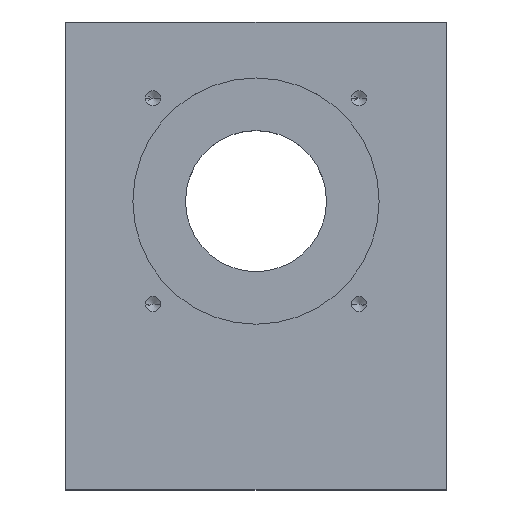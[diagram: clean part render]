
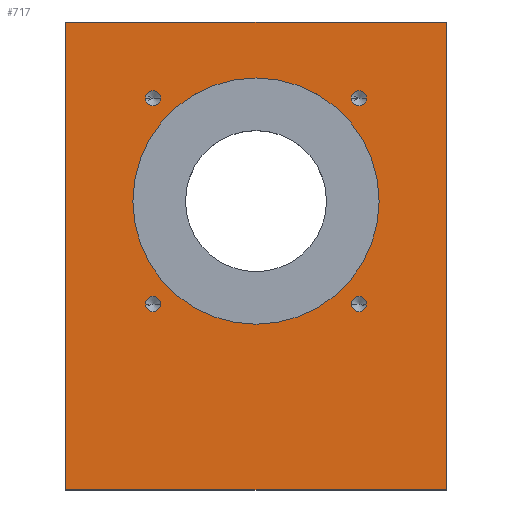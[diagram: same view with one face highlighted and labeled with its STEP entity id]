
A CAD part, top view. The second image highlights one B-rep face of the part: STEP entity #717.
In plain terms, the highlighted planar face has unit normal (0, 0, 1).
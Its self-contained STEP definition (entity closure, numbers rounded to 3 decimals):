
#6 = EDGE_CURVE ( 'NONE', #385, #396, #816, .T. ) ;
#10 = ORIENTED_EDGE ( 'NONE', *, *, #370, .F. ) ;
#47 = EDGE_CURVE ( 'NONE', #881, #338, #1147, .T. ) ;
#54 = EDGE_LOOP ( 'NONE', ( #811, #1183 ) ) ;
#56 = DIRECTION ( 'NONE',  ( 1., 0., 0. ) ) ;
#84 = ORIENTED_EDGE ( 'NONE', *, *, #703, .F. ) ;
#89 = VECTOR ( 'NONE', #706, 1000. ) ;
#93 = CARTESIAN_POINT ( 'NONE',  ( -127.562, 83.038, 25. ) ) ;
#94 = VERTEX_POINT ( 'NONE', #845 ) ;
#105 = LINE ( 'NONE', #591, #917 ) ;
#114 = ORIENTED_EDGE ( 'NONE', *, *, #376, .T. ) ;
#117 = LINE ( 'NONE', #223, #145 ) ;
#120 = DIRECTION ( 'NONE',  ( 1., 0., 0. ) ) ;
#127 = DIRECTION ( 'NONE',  ( 0., 0., 1. ) ) ;
#137 = VERTEX_POINT ( 'NONE', #467 ) ;
#142 = EDGE_CURVE ( 'NONE', #396, #385, #260, .T. ) ;
#145 = VECTOR ( 'NONE', #227, 1000. ) ;
#146 = FACE_BOUND ( 'NONE', #557, .T. ) ;
#155 = FACE_BOUND ( 'NONE', #54, .T. ) ;
#161 = ORIENTED_EDGE ( 'NONE', *, *, #142, .F. ) ;
#167 = CARTESIAN_POINT ( 'NONE',  ( -134.362, 174.962, 25. ) ) ;
#175 = VECTOR ( 'NONE', #544, 1000. ) ;
#188 = AXIS2_PLACEMENT_3D ( 'NONE', #688, #962, #323 ) ;
#197 = ORIENTED_EDGE ( 'NONE', *, *, #567, .F. ) ;
#202 = LINE ( 'NONE', #355, #175 ) ;
#204 = AXIS2_PLACEMENT_3D ( 'NONE', #635, #919, #120 ) ;
#208 = CARTESIAN_POINT ( 'NONE',  ( -39.038, 174.962, 25. ) ) ;
#212 = FACE_BOUND ( 'NONE', #408, .T. ) ;
#215 = EDGE_CURVE ( 'NONE', #911, #94, #117, .T. ) ;
#218 = CARTESIAN_POINT ( 'NONE',  ( -39.038, 83.038, 25. ) ) ;
#223 = CARTESIAN_POINT ( 'NONE',  ( 0., 209., 25. ) ) ;
#227 = DIRECTION ( 'NONE',  ( -1., 0., 0. ) ) ;
#235 = VERTEX_POINT ( 'NONE', #499 ) ;
#237 = DIRECTION ( 'NONE',  ( 0., -1., 0. ) ) ;
#256 = ORIENTED_EDGE ( 'NONE', *, *, #215, .T. ) ;
#259 = EDGE_LOOP ( 'NONE', ( #10, #197 ) ) ;
#260 = CIRCLE ( 'NONE', #938, 3.4 ) ;
#280 = AXIS2_PLACEMENT_3D ( 'NONE', #441, #987, #901 ) ;
#289 = DIRECTION ( 'NONE',  ( 0., 0., 1. ) ) ;
#293 = AXIS2_PLACEMENT_3D ( 'NONE', #1043, #127, #299 ) ;
#295 = PLANE ( 'NONE',  #705 ) ;
#299 = DIRECTION ( 'NONE',  ( 1., 0., 0. ) ) ;
#323 = DIRECTION ( 'NONE',  ( 1., 0., 0. ) ) ;
#332 = CARTESIAN_POINT ( 'NONE',  ( -42.438, 174.962, 25. ) ) ;
#338 = VERTEX_POINT ( 'NONE', #332 ) ;
#355 = CARTESIAN_POINT ( 'NONE',  ( 0., 0., 25. ) ) ;
#359 = CARTESIAN_POINT ( 'NONE',  ( 0., 0., 25. ) ) ;
#365 = DIRECTION ( 'NONE',  ( 1., 0., 0. ) ) ;
#370 = EDGE_CURVE ( 'NONE', #235, #1139, #977, .T. ) ;
#376 = EDGE_CURVE ( 'NONE', #94, #1071, #105, .T. ) ;
#385 = VERTEX_POINT ( 'NONE', #597 ) ;
#389 = DIRECTION ( 'NONE',  ( 0., 0., 1. ) ) ;
#390 = DIRECTION ( 'NONE',  ( 0., 0., 1. ) ) ;
#391 = DIRECTION ( 'NONE',  ( 0., 0., 1. ) ) ;
#392 = EDGE_CURVE ( 'NONE', #709, #137, #898, .T. ) ;
#396 = VERTEX_POINT ( 'NONE', #167 ) ;
#408 = EDGE_LOOP ( 'NONE', ( #953, #501 ) ) ;
#431 = CARTESIAN_POINT ( 'NONE',  ( -35.638, 174.962, 25. ) ) ;
#441 = CARTESIAN_POINT ( 'NONE',  ( -39.038, 83.038, 25. ) ) ;
#442 = AXIS2_PLACEMENT_3D ( 'NONE', #652, #562, #825 ) ;
#453 = VERTEX_POINT ( 'NONE', #93 ) ;
#454 = VERTEX_POINT ( 'NONE', #718 ) ;
#456 = CARTESIAN_POINT ( 'NONE',  ( -130.962, 83.038, 25. ) ) ;
#459 = AXIS2_PLACEMENT_3D ( 'NONE', #456, #289, #365 ) ;
#467 = CARTESIAN_POINT ( 'NONE',  ( -42.438, 83.038, 25. ) ) ;
#494 = CIRCLE ( 'NONE', #442, 3.4 ) ;
#499 = CARTESIAN_POINT ( 'NONE',  ( -30., 129., 25. ) ) ;
#501 = ORIENTED_EDGE ( 'NONE', *, *, #719, .F. ) ;
#503 = CIRCLE ( 'NONE', #866, 3.4 ) ;
#537 = VERTEX_POINT ( 'NONE', #359 ) ;
#543 = FACE_OUTER_BOUND ( 'NONE', #1115, .T. ) ;
#544 = DIRECTION ( 'NONE',  ( 1., 0., 0. ) ) ;
#557 = EDGE_LOOP ( 'NONE', ( #756, #161 ) ) ;
#562 = DIRECTION ( 'NONE',  ( 0., 0., 1. ) ) ;
#567 = EDGE_CURVE ( 'NONE', #1139, #235, #787, .T. ) ;
#581 = EDGE_CURVE ( 'NONE', #453, #454, #596, .T. ) ;
#591 = CARTESIAN_POINT ( 'NONE',  ( -170., 0., 25. ) ) ;
#596 = CIRCLE ( 'NONE', #459, 3.4 ) ;
#597 = CARTESIAN_POINT ( 'NONE',  ( -127.562, 174.962, 25. ) ) ;
#635 = CARTESIAN_POINT ( 'NONE',  ( -85., 129., 25. ) ) ;
#652 = CARTESIAN_POINT ( 'NONE',  ( -130.962, 83.038, 25. ) ) ;
#673 = LINE ( 'NONE', #874, #89 ) ;
#688 = CARTESIAN_POINT ( 'NONE',  ( -85., 129., 25. ) ) ;
#692 = CARTESIAN_POINT ( 'NONE',  ( 0., 209., 25. ) ) ;
#703 = EDGE_CURVE ( 'NONE', #137, #709, #958, .T. ) ;
#705 = AXIS2_PLACEMENT_3D ( 'NONE', #1129, #390, #750 ) ;
#706 = DIRECTION ( 'NONE',  ( 0., 1., 0. ) ) ;
#709 = VERTEX_POINT ( 'NONE', #927 ) ;
#713 = AXIS2_PLACEMENT_3D ( 'NONE', #208, #749, #734 ) ;
#717 = ADVANCED_FACE ( 'NONE', ( #146, #212, #1076, #155, #1162, #543 ), #295, .T. ) ;
#718 = CARTESIAN_POINT ( 'NONE',  ( -134.362, 83.038, 25. ) ) ;
#719 = EDGE_CURVE ( 'NONE', #338, #881, #503, .T. ) ;
#734 = DIRECTION ( 'NONE',  ( 1., 0., 0. ) ) ;
#748 = DIRECTION ( 'NONE',  ( 0., 0., 1. ) ) ;
#749 = DIRECTION ( 'NONE',  ( 0., 0., 1. ) ) ;
#750 = DIRECTION ( 'NONE',  ( 1., 0., 0. ) ) ;
#756 = ORIENTED_EDGE ( 'NONE', *, *, #6, .F. ) ;
#787 = CIRCLE ( 'NONE', #204, 55. ) ;
#792 = AXIS2_PLACEMENT_3D ( 'NONE', #218, #748, #835 ) ;
#810 = CARTESIAN_POINT ( 'NONE',  ( -170., 0., 25. ) ) ;
#811 = ORIENTED_EDGE ( 'NONE', *, *, #581, .F. ) ;
#816 = CIRCLE ( 'NONE', #293, 3.4 ) ;
#822 = CARTESIAN_POINT ( 'NONE',  ( -140., 129., 25. ) ) ;
#825 = DIRECTION ( 'NONE',  ( 1., 0., 0. ) ) ;
#835 = DIRECTION ( 'NONE',  ( 1., 0., 0. ) ) ;
#845 = CARTESIAN_POINT ( 'NONE',  ( -170., 209., 25. ) ) ;
#855 = EDGE_LOOP ( 'NONE', ( #1031, #84 ) ) ;
#866 = AXIS2_PLACEMENT_3D ( 'NONE', #937, #389, #1040 ) ;
#874 = CARTESIAN_POINT ( 'NONE',  ( 0., 0., 25. ) ) ;
#881 = VERTEX_POINT ( 'NONE', #431 ) ;
#898 = CIRCLE ( 'NONE', #280, 3.4 ) ;
#901 = DIRECTION ( 'NONE',  ( 1., 0., 0. ) ) ;
#911 = VERTEX_POINT ( 'NONE', #692 ) ;
#917 = VECTOR ( 'NONE', #237, 1000. ) ;
#919 = DIRECTION ( 'NONE',  ( 0., 0., 1. ) ) ;
#927 = CARTESIAN_POINT ( 'NONE',  ( -35.638, 83.038, 25. ) ) ;
#928 = ORIENTED_EDGE ( 'NONE', *, *, #931, .T. ) ;
#931 = EDGE_CURVE ( 'NONE', #537, #911, #673, .T. ) ;
#937 = CARTESIAN_POINT ( 'NONE',  ( -39.038, 174.962, 25. ) ) ;
#938 = AXIS2_PLACEMENT_3D ( 'NONE', #957, #391, #56 ) ;
#953 = ORIENTED_EDGE ( 'NONE', *, *, #47, .F. ) ;
#957 = CARTESIAN_POINT ( 'NONE',  ( -130.962, 174.962, 25. ) ) ;
#958 = CIRCLE ( 'NONE', #792, 3.4 ) ;
#962 = DIRECTION ( 'NONE',  ( 0., 0., 1. ) ) ;
#977 = CIRCLE ( 'NONE', #188, 55. ) ;
#987 = DIRECTION ( 'NONE',  ( 0., 0., 1. ) ) ;
#1009 = ORIENTED_EDGE ( 'NONE', *, *, #1045, .T. ) ;
#1031 = ORIENTED_EDGE ( 'NONE', *, *, #392, .F. ) ;
#1040 = DIRECTION ( 'NONE',  ( 1., 0., 0. ) ) ;
#1043 = CARTESIAN_POINT ( 'NONE',  ( -130.962, 174.962, 25. ) ) ;
#1045 = EDGE_CURVE ( 'NONE', #1071, #537, #202, .T. ) ;
#1071 = VERTEX_POINT ( 'NONE', #810 ) ;
#1076 = FACE_BOUND ( 'NONE', #855, .T. ) ;
#1107 = EDGE_CURVE ( 'NONE', #454, #453, #494, .T. ) ;
#1115 = EDGE_LOOP ( 'NONE', ( #928, #256, #114, #1009 ) ) ;
#1129 = CARTESIAN_POINT ( 'NONE',  ( 0., 0., 25. ) ) ;
#1139 = VERTEX_POINT ( 'NONE', #822 ) ;
#1147 = CIRCLE ( 'NONE', #713, 3.4 ) ;
#1162 = FACE_BOUND ( 'NONE', #259, .T. ) ;
#1183 = ORIENTED_EDGE ( 'NONE', *, *, #1107, .F. ) ;
